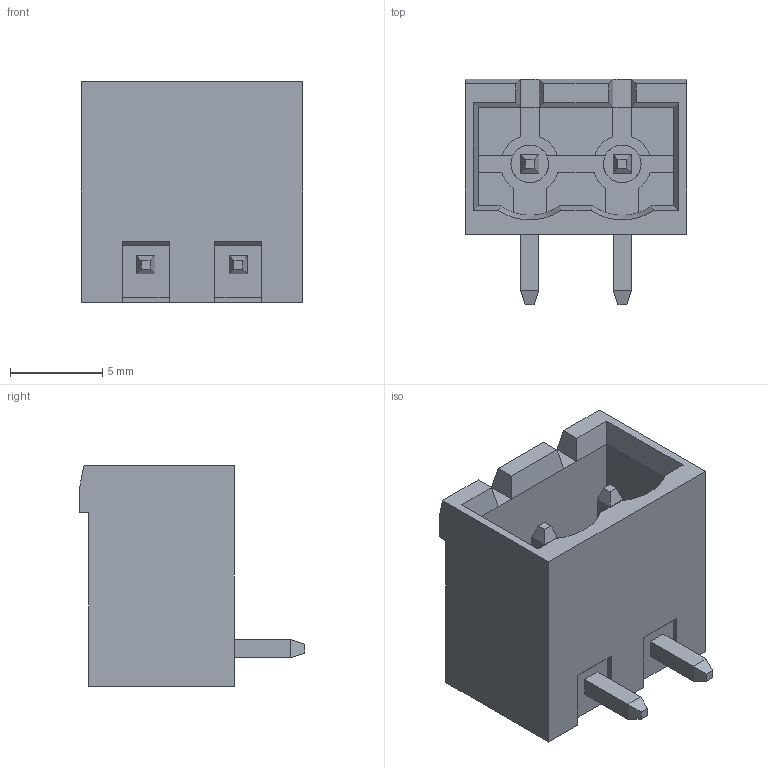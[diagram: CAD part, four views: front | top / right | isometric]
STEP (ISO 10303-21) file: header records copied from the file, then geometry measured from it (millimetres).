
FILE_DESCRIPTION((''),'2;1');
FILE_NAME('395221002','2015-02-09T',('me'),(''),'PRO/ENGINEER BY PARAMETRIC TECHNOLOGY CORPORATION, 2011490','PRO/ENGINEER BY PARAMETRIC TECHNOLOGY CORPORATION, 2011490','');
FILE_SCHEMA(('CONFIG_CONTROL_DESIGN'));
Length unit declared in the file: inch
Products named in the file (1): 395221002
Bounding box: 11.99 x 12.19 x 11.94 mm (x, y, z)
Volume: 644.9 mm3; surface area: 1066.4 mm2
Topology: 1 solids, 1 shells, 121 faces, 319 edges, 206 vertices
Faces by surface type: plane 105, cylinder 14, cone 2
Entity records: 3700 total; most frequent: CARTESIAN_POINT 649, ORIENTED_EDGE 626, DIRECTION 601, EDGE_CURVE 313, VECTOR 273, LINE 273, VERTEX_POINT 198, AXIS2_PLACEMENT_3D 164
